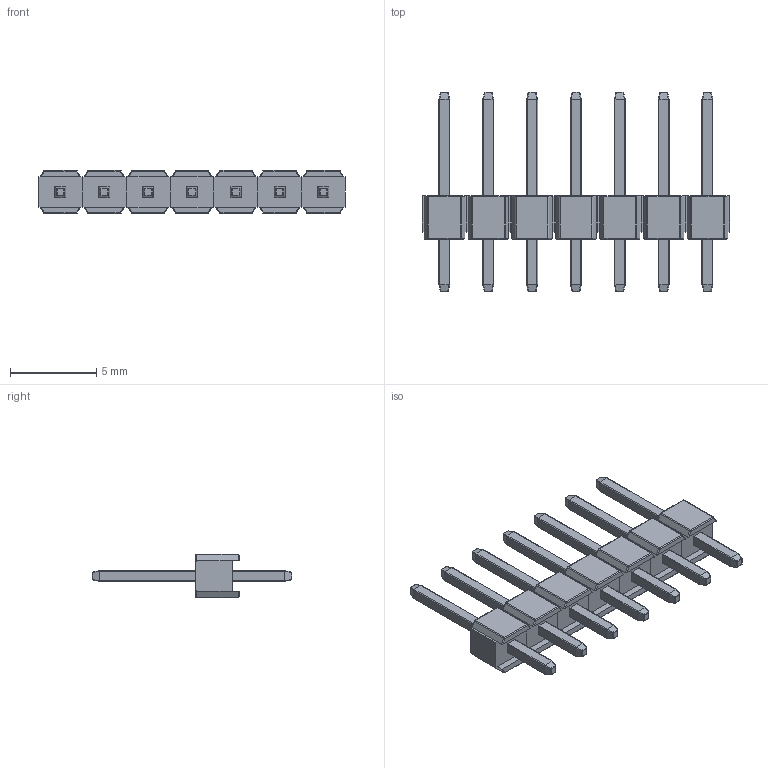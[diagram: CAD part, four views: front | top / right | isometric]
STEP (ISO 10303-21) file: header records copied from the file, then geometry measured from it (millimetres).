
FILE_DESCRIPTION(/* description */ ('STEP AP242','CAx-IF Rec.Pracs.---Representation and Presentation of Product Manufacturing Information (PMI)---4.0---2014-10-13','CAx-IF Rec.Pracs.---3D Tessellated Geometry---0.4---2014-09-14','2;1'),/* implementation_level */ '2;1');
FILE_NAME(/* name */ '61a554d9e3e7653f4b56048a',/* time_stamp */ '2021-11-29T22:31:56+00:00',/* author */ (''),/* organization */ (''),/* preprocessor_version */ 'ST-DEVELOPER v18.1',/* originating_system */ ' ',/* authorisation */ ' ');
FILE_SCHEMA (('AP242_MANAGED_MODEL_BASED_3D_ENGINEERING_MIM_LF { 1 0 10303 442 1 1 4 }'));
Length unit declared in the file: metre
Products named in the file (21): PH1-01-UA
Bounding box: 17.79 x 11.55 x 2.5 mm (x, y, z)
Volume: 119.5 mm3; surface area: 488.4 mm2
Topology: 21 solids, 21 shells, 742 faces, 1820 edges, 1064 vertices
Faces by surface type: cylinder 336, plane 294, sphere 56, torus 56
Entity records: 21821 total; most frequent: DIRECTION 3976, CARTESIAN_POINT 3717, ORIENTED_EDGE 3528, EDGE_CURVE 1764, AXIS2_PLACEMENT_3D 1491, VERTEX_POINT 1064, LINE 994, VECTOR 994
